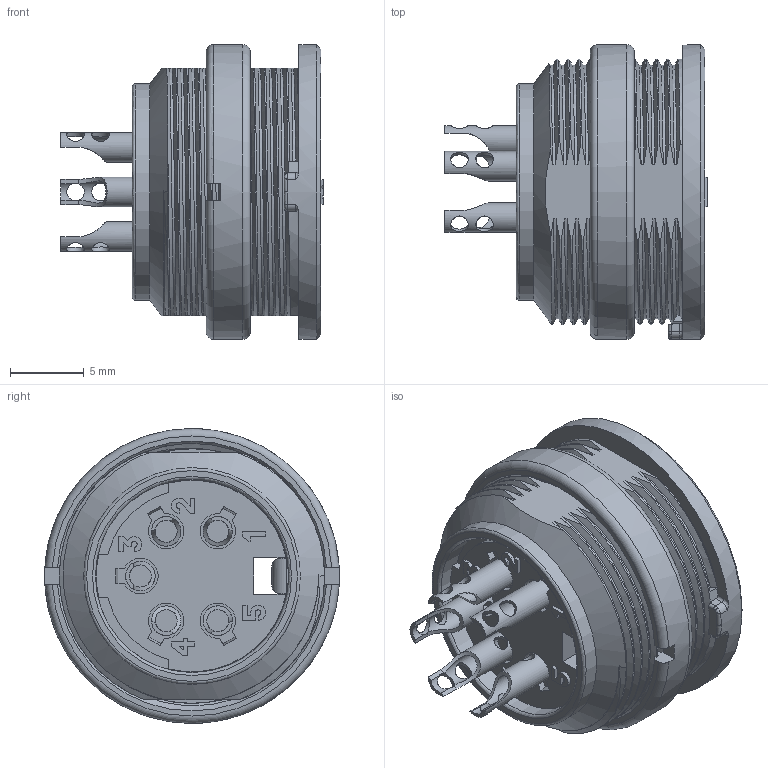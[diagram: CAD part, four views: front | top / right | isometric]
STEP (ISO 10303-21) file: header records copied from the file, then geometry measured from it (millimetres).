
FILE_DESCRIPTION(/* description */ (''),/* implementation_level */ '2;1');
FILE_NAME(/* name */ 't 3363 000 unxc001-01.stp',/* time_stamp */ '2019-07-08T16:31:51+02:00',/* author */ (''),/* organization */ (''),/* preprocessor_version */ 'ST-DEVELOPER v16.7',/* originating_system */ 'SIEMENS PLM Software NX 12.0',/* authorisation */ '');
FILE_SCHEMA (('AUTOMOTIVE_DESIGN { 1 0 10303 214 3 1 1 1 }'));
Length unit declared in the file: millimetre
Products named in the file (1): t 3363 000 unxc001-01
Bounding box: 17.8 x 20 x 20 mm (x, y, z)
Volume: 2464.9 mm3; surface area: 3068.3 mm2
Topology: 1 solids, 1 shells, 378 faces, 1121 edges, 736 vertices
Faces by surface type: plane 167, cylinder 129, bspline 67, cone 12, torus 3
Full cylindrical faces by diameter (mm): 1 x5, 1.2 x10, 1.5 x5, 2 x5, 13.1 x1, 13.9 x1, 14.7 x1, 15.4 x1, 16.2 x1, 18.3 x1, 20 x2
Entity records: 40223 total; most frequent: CARTESIAN_POINT 30071, ORIENTED_EDGE 2108, DIRECTION 1468, EDGE_CURVE 1054, VERTEX_POINT 722, LINE 526, VECTOR 526, AXIS2_PLACEMENT_3D 471
